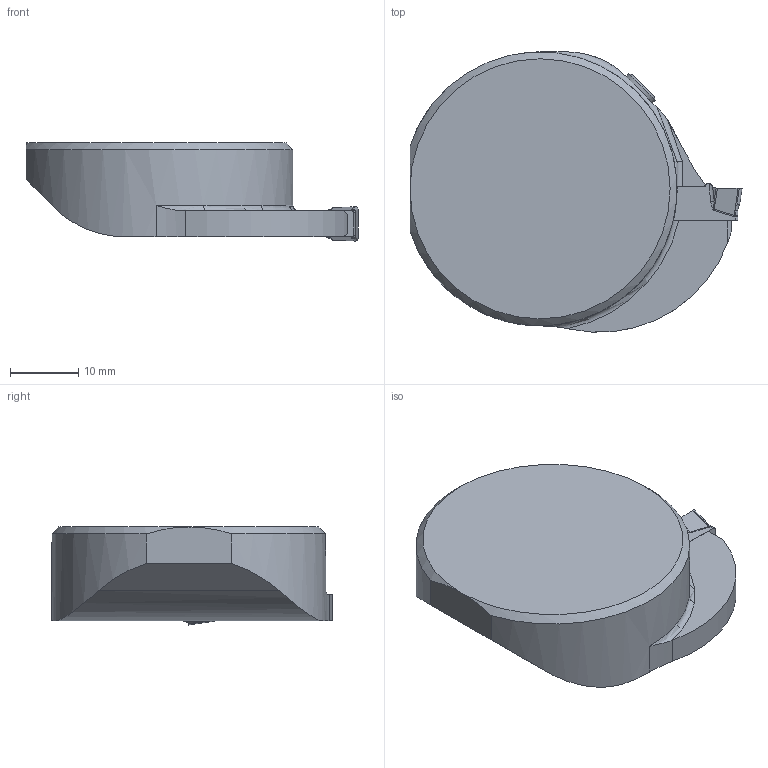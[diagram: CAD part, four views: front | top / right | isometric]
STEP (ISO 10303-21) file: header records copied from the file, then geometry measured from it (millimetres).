
FILE_DESCRIPTION(/* description */ (''),/* implementation_level */ '2;1');
FILE_NAME(/* name */ 'toolassembly_1.stp',/* time_stamp */ '2021-11-29T07:28:04+01:00',/* author */ (''),/* organization */ ('SMS'),/* preprocessor_version */ 'ST-DEVELOPER v16.7',/* originating_system */ 'SIEMENS PLM Software NX 12.0',/* authorisation */ '');
FILE_SCHEMA (('AUTOMOTIVE_DESIGN { 1 0 10303 214 3 1 1 1 }'));
Length unit declared in the file: millimetre
Products named in the file (4): ASSEMBLY_CONSTRUCTION; CUT_20211129072632; NOCUT_20211129072527; TOOLASSEMBLY_1
Assembly tree (3 placements, depth 2):
  TOOLASSEMBLY_1
    NOCUT_20211129072527
    CUT_20211129072632
    ASSEMBLY_CONSTRUCTION
Bounding box: 48.5 x 40.92 x 14.32 mm (x, y, z)
Volume: 17141.4 mm3; surface area: 4702.8 mm2
Topology: 2 solids, 2 shells, 128 faces, 340 edges, 219 vertices
Faces by surface type: plane 55, cylinder 27, extrusion 18, bspline 18, cone 8, torus 2
Full cylindrical faces by diameter (mm): 5.5 x1
Entity records: 6555 total; most frequent: CARTESIAN_POINT 3411, ORIENTED_EDGE 664, DIRECTION 573, EDGE_CURVE 332, VERTEX_POINT 212, AXIS2_PLACEMENT_3D 199, VECTOR 175, LINE 157
